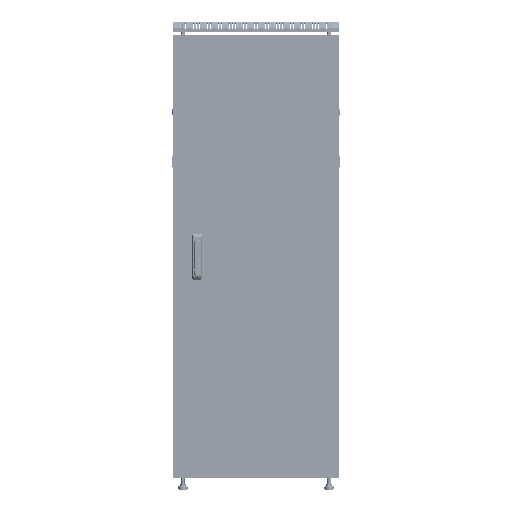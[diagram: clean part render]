
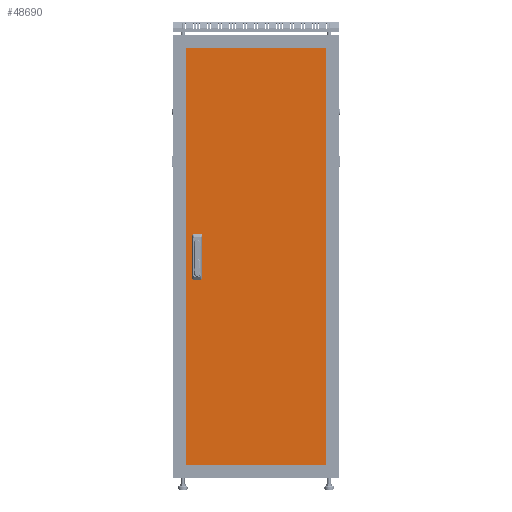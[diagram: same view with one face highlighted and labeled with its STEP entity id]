
A CAD part, top view. The second image highlights one B-rep face of the part: STEP entity #48690.
In plain terms, the highlighted planar face has unit normal (0, 0, 1).
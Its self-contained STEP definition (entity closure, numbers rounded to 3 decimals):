
#1377 = ORIENTED_EDGE ( 'NONE', *, *, #115784, .F. ) ;
#3303 = CARTESIAN_POINT ( 'NONE',  ( -253., 752., 0. ) ) ;
#3508 = ORIENTED_EDGE ( 'NONE', *, *, #103224, .F. ) ;
#3655 = CARTESIAN_POINT ( 'NONE',  ( 253., -752., 0. ) ) ;
#3881 = ORIENTED_EDGE ( 'NONE', *, *, #62624, .T. ) ;
#5896 = CARTESIAN_POINT ( 'NONE',  ( -253., -752., 0. ) ) ;
#6346 = CARTESIAN_POINT ( 'NONE',  ( -200.5, 75., 0. ) ) ;
#9110 = EDGE_CURVE ( 'NONE', #71109, #28766, #68357, .T. ) ;
#9300 = LINE ( 'NONE', #76943, #111061 ) ;
#10374 = ORIENTED_EDGE ( 'NONE', *, *, #97081, .F. ) ;
#11038 = VECTOR ( 'NONE', #13497, 1000. ) ;
#12610 = LINE ( 'NONE', #41523, #11038 ) ;
#13226 = DIRECTION ( 'NONE',  ( -1., 0., 0. ) ) ;
#13497 = DIRECTION ( 'NONE',  ( 0., 1., 0. ) ) ;
#13526 = VERTEX_POINT ( 'NONE', #21406 ) ;
#14117 = ORIENTED_EDGE ( 'NONE', *, *, #126741, .T. ) ;
#17110 = DIRECTION ( 'NONE',  ( 0., 1., 0. ) ) ;
#21406 = CARTESIAN_POINT ( 'NONE',  ( -200.5, -75., 0. ) ) ;
#25111 = VERTEX_POINT ( 'NONE', #76635 ) ;
#27149 = VECTOR ( 'NONE', #104771, 1000. ) ;
#27927 = CARTESIAN_POINT ( 'NONE',  ( -225.5, 25., 0. ) ) ;
#28563 = DIRECTION ( 'NONE',  ( 0., -1., 0. ) ) ;
#28766 = VERTEX_POINT ( 'NONE', #118485 ) ;
#29904 = VECTOR ( 'NONE', #48614, 1000. ) ;
#30610 = EDGE_CURVE ( 'NONE', #77483, #74626, #75617, .T. ) ;
#33701 = VECTOR ( 'NONE', #54502, 1000. ) ;
#33861 = DIRECTION ( 'NONE',  ( -1., 0., 0. ) ) ;
#36270 = EDGE_CURVE ( 'NONE', #25111, #59807, #91544, .T. ) ;
#36540 = EDGE_CURVE ( 'NONE', #83602, #44181, #51369, .T. ) ;
#36847 = ORIENTED_EDGE ( 'NONE', *, *, #9110, .T. ) ;
#37293 = EDGE_CURVE ( 'NONE', #74626, #25111, #125392, .T. ) ;
#37937 = LINE ( 'NONE', #122957, #27149 ) ;
#38506 = CARTESIAN_POINT ( 'NONE',  ( -225.5, 25., 0. ) ) ;
#40058 = EDGE_CURVE ( 'NONE', #28766, #13526, #100610, .T. ) ;
#41523 = CARTESIAN_POINT ( 'NONE',  ( -200.5, 25., 0. ) ) ;
#44181 = VERTEX_POINT ( 'NONE', #117508 ) ;
#45957 = CARTESIAN_POINT ( 'NONE',  ( -225.5, -75., 0. ) ) ;
#47187 = CARTESIAN_POINT ( 'NONE',  ( -200.5, 25., 0. ) ) ;
#48266 = ORIENTED_EDGE ( 'NONE', *, *, #40058, .T. ) ;
#48614 = DIRECTION ( 'NONE',  ( 1., 0., 0. ) ) ;
#48690 = ADVANCED_FACE ( 'NONE', ( #99997, #123180, #55418 ), #74574, .T. ) ;
#51190 = LINE ( 'NONE', #45957, #103605 ) ;
#51369 = LINE ( 'NONE', #3303, #83773 ) ;
#54502 = DIRECTION ( 'NONE',  ( -1., 0., 0. ) ) ;
#55418 = FACE_BOUND ( 'NONE', #100493, .T. ) ;
#57029 = VECTOR ( 'NONE', #33861, 1000. ) ;
#58262 = CARTESIAN_POINT ( 'NONE',  ( -225.5, -75., 0. ) ) ;
#58436 = AXIS2_PLACEMENT_3D ( 'NONE', #65931, #96054, #66334 ) ;
#59807 = VERTEX_POINT ( 'NONE', #47187 ) ;
#62624 = EDGE_CURVE ( 'NONE', #13526, #97530, #51190, .T. ) ;
#63495 = CARTESIAN_POINT ( 'NONE',  ( -225.5, 75., 0. ) ) ;
#65931 = CARTESIAN_POINT ( 'NONE',  ( 0., 0., 0. ) ) ;
#66334 = DIRECTION ( 'NONE',  ( 1., 0., 0. ) ) ;
#68357 = LINE ( 'NONE', #78052, #116238 ) ;
#71109 = VERTEX_POINT ( 'NONE', #96882 ) ;
#71470 = EDGE_LOOP ( 'NONE', ( #106074, #92678, #114561, #1377 ) ) ;
#71963 = CARTESIAN_POINT ( 'NONE',  ( -225.5, 75., 0. ) ) ;
#74574 = PLANE ( 'NONE',  #58436 ) ;
#74626 = VERTEX_POINT ( 'NONE', #71963 ) ;
#75005 = DIRECTION ( 'NONE',  ( 1., 0., 0. ) ) ;
#75617 = LINE ( 'NONE', #63495, #57029 ) ;
#76635 = CARTESIAN_POINT ( 'NONE',  ( -225.5, 25., 0. ) ) ;
#76943 = CARTESIAN_POINT ( 'NONE',  ( -225.5, -25., 0. ) ) ;
#77483 = VERTEX_POINT ( 'NONE', #6346 ) ;
#78052 = CARTESIAN_POINT ( 'NONE',  ( -225.5, -25., 0. ) ) ;
#78625 = CARTESIAN_POINT ( 'NONE',  ( 253., 752., 0. ) ) ;
#82123 = CARTESIAN_POINT ( 'NONE',  ( -253., -752., 0. ) ) ;
#83602 = VERTEX_POINT ( 'NONE', #92022 ) ;
#83773 = VECTOR ( 'NONE', #13226, 1000. ) ;
#91544 = LINE ( 'NONE', #27927, #29904 ) ;
#92022 = CARTESIAN_POINT ( 'NONE',  ( 253., 752., 0. ) ) ;
#92093 = ORIENTED_EDGE ( 'NONE', *, *, #36540, .T. ) ;
#92678 = ORIENTED_EDGE ( 'NONE', *, *, #37293, .F. ) ;
#93615 = VERTEX_POINT ( 'NONE', #3655 ) ;
#96054 = DIRECTION ( 'NONE',  ( 0., 0., 1. ) ) ;
#96882 = CARTESIAN_POINT ( 'NONE',  ( -225.5, -25., 0. ) ) ;
#97081 = EDGE_CURVE ( 'NONE', #83602, #93615, #111219, .T. ) ;
#97461 = EDGE_LOOP ( 'NONE', ( #14117, #3508, #10374, #92093 ) ) ;
#97530 = VERTEX_POINT ( 'NONE', #58262 ) ;
#99997 = FACE_BOUND ( 'NONE', #71470, .T. ) ;
#100493 = EDGE_LOOP ( 'NONE', ( #36847, #48266, #3881, #106064 ) ) ;
#100610 = LINE ( 'NONE', #116349, #111413 ) ;
#102212 = VECTOR ( 'NONE', #28563, 1000. ) ;
#102328 = EDGE_CURVE ( 'NONE', #97530, #71109, #9300, .T. ) ;
#103224 = EDGE_CURVE ( 'NONE', #93615, #121999, #124702, .T. ) ;
#103605 = VECTOR ( 'NONE', #123053, 1000. ) ;
#104771 = DIRECTION ( 'NONE',  ( 0., -1., 0. ) ) ;
#106064 = ORIENTED_EDGE ( 'NONE', *, *, #102328, .T. ) ;
#106074 = ORIENTED_EDGE ( 'NONE', *, *, #36270, .F. ) ;
#106815 = DIRECTION ( 'NONE',  ( 0., -1., 0. ) ) ;
#111061 = VECTOR ( 'NONE', #17110, 1000. ) ;
#111219 = LINE ( 'NONE', #78625, #120484 ) ;
#111413 = VECTOR ( 'NONE', #106815, 1000. ) ;
#114561 = ORIENTED_EDGE ( 'NONE', *, *, #30610, .F. ) ;
#115784 = EDGE_CURVE ( 'NONE', #59807, #77483, #12610, .T. ) ;
#116238 = VECTOR ( 'NONE', #75005, 1000. ) ;
#116349 = CARTESIAN_POINT ( 'NONE',  ( -200.5, -25., 0. ) ) ;
#117508 = CARTESIAN_POINT ( 'NONE',  ( -253., 752., 0. ) ) ;
#118485 = CARTESIAN_POINT ( 'NONE',  ( -200.5, -25., 0. ) ) ;
#120484 = VECTOR ( 'NONE', #126887, 1000. ) ;
#121999 = VERTEX_POINT ( 'NONE', #5896 ) ;
#122957 = CARTESIAN_POINT ( 'NONE',  ( -253., 752., 0. ) ) ;
#123053 = DIRECTION ( 'NONE',  ( -1., 0., 0. ) ) ;
#123180 = FACE_OUTER_BOUND ( 'NONE', #97461, .T. ) ;
#124702 = LINE ( 'NONE', #82123, #33701 ) ;
#125392 = LINE ( 'NONE', #38506, #102212 ) ;
#126741 = EDGE_CURVE ( 'NONE', #44181, #121999, #37937, .T. ) ;
#126887 = DIRECTION ( 'NONE',  ( 0., -1., 0. ) ) ;
